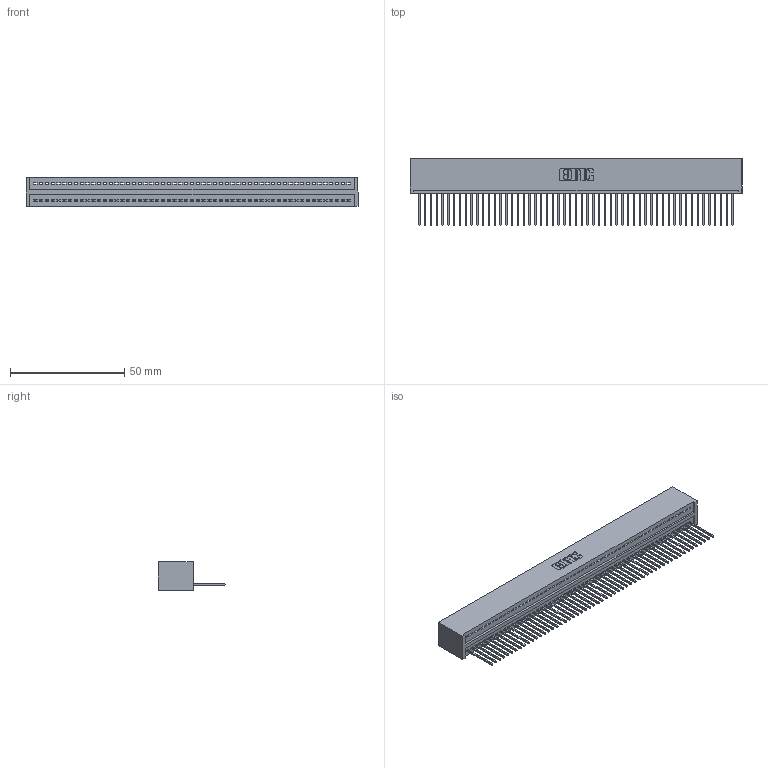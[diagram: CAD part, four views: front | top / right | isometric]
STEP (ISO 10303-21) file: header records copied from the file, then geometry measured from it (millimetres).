
FILE_DESCRIPTION (( 'STEP AP203' ), '1' );
FILE_NAME ('325-055-540-101.STEP', '2020-02-25T01:13:30', ( '' ), ( '' ), 'SwSTEP 2.0', 'SolidWorks 2016', '' );
FILE_SCHEMA (( 'CONFIG_CONTROL_DESIGN' ));
Length unit declared in the file: inch
Products named in the file (3): 325-292-001_325-293-140; 325-055-540-101; 325 Part_Lugless
Assembly tree (56 placements, depth 2):
  325-055-540-101
    325 Part_Lugless
    325-292-001_325-293-140  x55
Bounding box: 145.34 x 29.46 x 12.45 mm (x, y, z)
Volume: 19199.4 mm3; surface area: 22237.2 mm2
Topology: 56 solids, 56 shells, 3296 faces, 9967 edges, 6570 vertices
Faces by surface type: plane 2376, cylinder 920
Entity records: 31683 total; most frequent: CARTESIAN_POINT 5471, ORIENTED_EDGE 5462, DIRECTION 4581, EDGE_CURVE 2731, LINE 2611, VECTOR 2611, VERTEX_POINT 1818, AXIS2_PLACEMENT_3D 985
